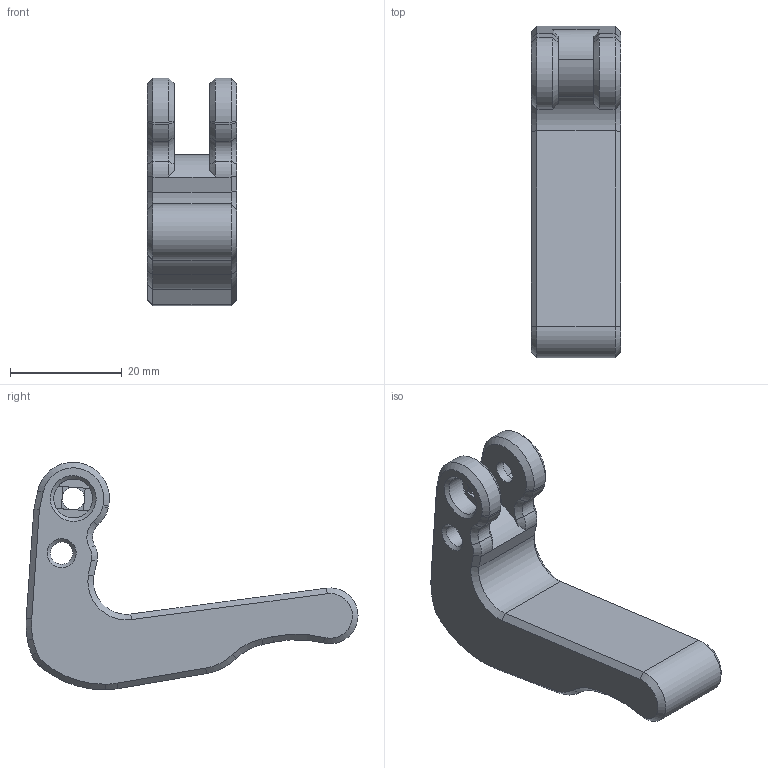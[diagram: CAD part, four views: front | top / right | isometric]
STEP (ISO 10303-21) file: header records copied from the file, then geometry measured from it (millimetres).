
FILE_DESCRIPTION(/* description */ (''),/* implementation_level */ '2;1');
FILE_NAME(/* name */ 'PitClamp_v3_Handle_Forward.step',/* time_stamp */ '2024-04-15T16:42:08-04:00',/* author */ (''),/* organization */ (''),/* preprocessor_version */ 'ST-DEVELOPER v20',/* originating_system */ 'Autodesk Translation Framework v12.20.1.177',/* authorisation */ '');
FILE_SCHEMA (('AUTOMOTIVE_DESIGN { 1 0 10303 214 3 1 1 }'));
Length unit declared in the file: millimetre
Products named in the file (2): PitClamp v3; PitClamp_v3_Handle
Assembly tree (1 placements, depth 2):
  PitClamp v3
    PitClamp_v3_Handle
Bounding box: 16 x 59.47 x 40.76 mm (x, y, z)
Volume: 13660.4 mm3; surface area: 5055.2 mm2
Topology: 1 solids, 1 shells, 121 faces, 286 edges, 168 vertices
Faces by surface type: plane 58, cone 39, cylinder 24
Full cylindrical faces by diameter (mm): 4 x3, 7 x1
Entity records: 3490 total; most frequent: DIRECTION 624, CARTESIAN_POINT 602, ORIENTED_EDGE 572, EDGE_CURVE 286, AXIS2_PLACEMENT_3D 222, LINE 180, VECTOR 180, VERTEX_POINT 168
